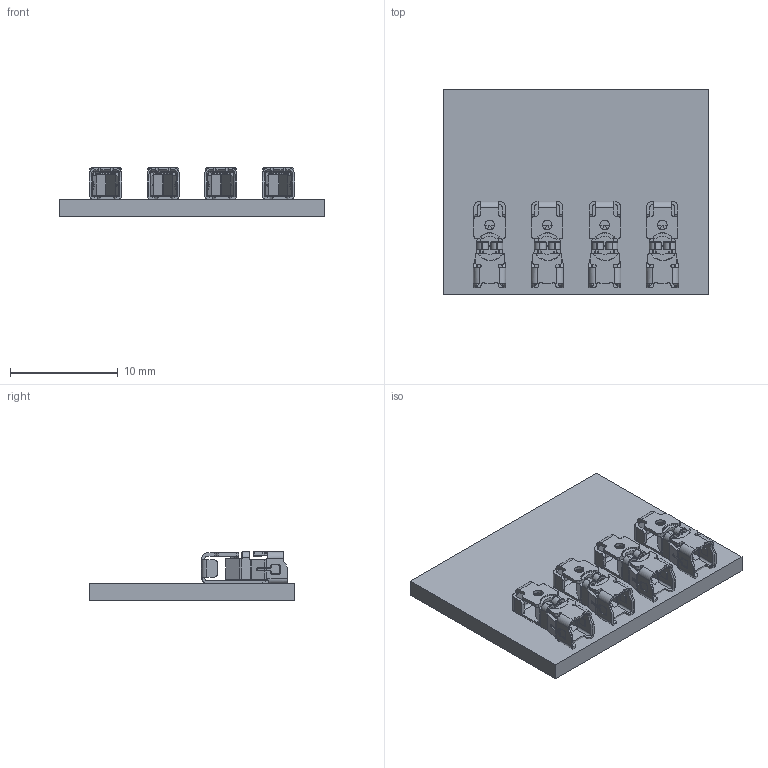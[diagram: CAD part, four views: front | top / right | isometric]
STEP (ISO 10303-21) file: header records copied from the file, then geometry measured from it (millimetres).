
FILE_DESCRIPTION(('Open CASCADE Model'),'2;1');
FILE_NAME('Open CASCADE Shape Model','2018-10-03T13:31:30',('Author'),( 'Open CASCADE'),'Open CASCADE STEP processor 6.8','Open CASCADE 6.8' ,'Unknown');
FILE_SCHEMA(('AUTOMOTIVE_DESIGN { 1 0 10303 214 1 1 1 1 }'));
Length unit declared in the file: millimetre
Products named in the file (7): PCB; Board; 4; 2038638103; 3; 2; 1
Assembly tree (9 placements, depth 3):
  PCB
    Board
    4
      2038638103
    3
      2038638103
    2
      2038638103
    1
      2038638103
Bounding box: 24.5 x 19 x 4.49 mm (x, y, z)
Volume: 815.3 mm3; surface area: 1679.9 mm2
Topology: 5 solids, 5 shells, 1378 faces, 3804 edges, 2440 vertices
Faces by surface type: plane 738, cylinder 476, torus 76, cone 72, bspline 16
Entity records: 11443 total; most frequent: CARTESIAN_POINT 2301, ORIENTED_EDGE 1920, DIRECTION 1901, EDGE_CURVE 960, AXIS2_PLACEMENT_3D 639, LINE 623, VECTOR 623, VERTEX_POINT 616
